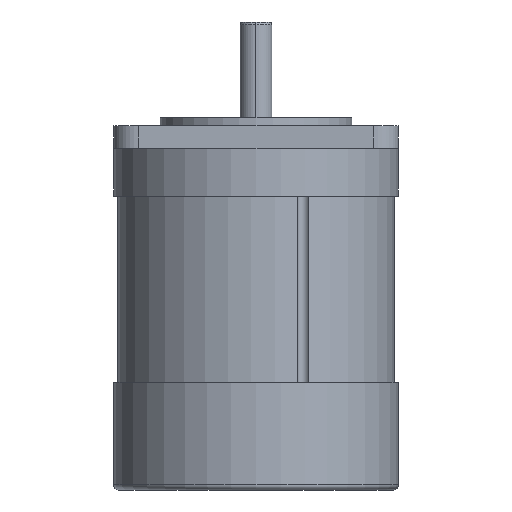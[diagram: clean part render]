
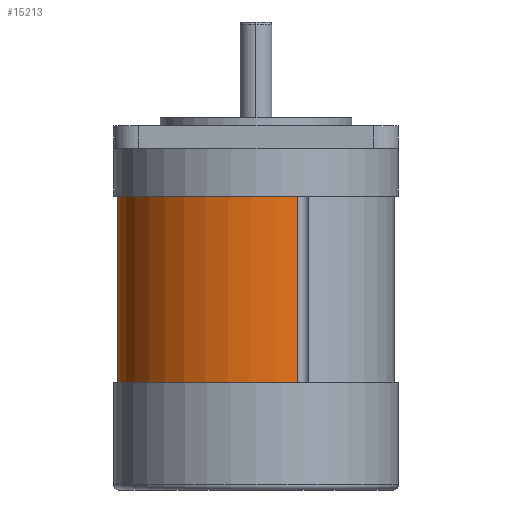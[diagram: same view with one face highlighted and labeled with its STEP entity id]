
A CAD part, front view. The second image highlights one B-rep face of the part: STEP entity #15213.
In plain terms, the highlighted cylindrical face has radius 27.5 mm (diameter 55 mm), a partial arc.
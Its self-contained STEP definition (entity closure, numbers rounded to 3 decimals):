
#1216 = DIRECTION ( 'NONE',  ( -1., 0., 0. ) ) ;
#1218 = DIRECTION ( 'NONE',  ( 0., 0., 1. ) ) ;
#1220 = CARTESIAN_POINT ( 'NONE',  ( 0., 0., -0.5 ) ) ;
#3847 = ORIENTED_EDGE ( 'NONE', *, *, #6754, .F. ) ;
#3848 = ORIENTED_EDGE ( 'NONE', *, *, #6746, .T. ) ;
#3849 = ORIENTED_EDGE ( 'NONE', *, *, #6749, .T. ) ;
#3850 = ORIENTED_EDGE ( 'NONE', *, *, #6745, .T. ) ;
#5109 = EDGE_LOOP ( 'NONE', ( #3847, #3848, #3849, #3850 ) ) ;
#6745 = EDGE_CURVE ( 'NONE', #15674, #15678, #9499, .T. ) ;
#6746 = EDGE_CURVE ( 'NONE', #15682, #15686, #9497, .T. ) ;
#6749 = EDGE_CURVE ( 'NONE', #15686, #15674, #9504, .T. ) ;
#6754 = EDGE_CURVE ( 'NONE', #15682, #15678, #9507, .T. ) ;
#7153 = AXIS2_PLACEMENT_3D ( 'NONE', #13839, #13840, #13841 ) ;
#7154 = AXIS2_PLACEMENT_3D ( 'NONE', #13842, #13843, #13844 ) ;
#7350 = AXIS2_PLACEMENT_3D ( 'NONE', #1220, #1218, #1216 ) ;
#8147 = FACE_OUTER_BOUND ( 'NONE', #5109, .T. ) ;
#8155 = CYLINDRICAL_SURFACE ( 'NONE', #7350, 27.5 ) ;
#8969 = CARTESIAN_POINT ( 'NONE',  ( 8.269, -26.227, 0. ) ) ;
#8973 = CARTESIAN_POINT ( 'NONE',  ( -27.5, 0., 0. ) ) ;
#8977 = CARTESIAN_POINT ( 'NONE',  ( -27.5, 0., -40. ) ) ;
#8981 = CARTESIAN_POINT ( 'NONE',  ( 8.269, -26.227, -40. ) ) ;
#9497 = CIRCLE ( 'NONE', #7154, 27.5 ) ;
#9499 = CIRCLE ( 'NONE', #7153, 27.5 ) ;
#9504 = LINE ( 'NONE', #13838, #9506 ) ;
#9506 = VECTOR ( 'NONE', #13845, 1000. ) ;
#9507 = LINE ( 'NONE', #13863, #9513 ) ;
#9513 = VECTOR ( 'NONE', #13858, 1000. ) ;
#13838 = CARTESIAN_POINT ( 'NONE',  ( 8.269, -26.227, -0.5 ) ) ;
#13839 = CARTESIAN_POINT ( 'NONE',  ( 0., 0., 0. ) ) ;
#13840 = DIRECTION ( 'NONE',  ( 0., 0., -1. ) ) ;
#13841 = DIRECTION ( 'NONE',  ( 1., 0., 0. ) ) ;
#13842 = CARTESIAN_POINT ( 'NONE',  ( 0., 0., -40. ) ) ;
#13843 = DIRECTION ( 'NONE',  ( 0., 0., 1. ) ) ;
#13844 = DIRECTION ( 'NONE',  ( -1., 0., 0. ) ) ;
#13845 = DIRECTION ( 'NONE',  ( 0., 0., 1. ) ) ;
#13858 = DIRECTION ( 'NONE',  ( 0., 0., 1. ) ) ;
#13863 = CARTESIAN_POINT ( 'NONE',  ( -27.5, 0., -0.5 ) ) ;
#15213 = ADVANCED_FACE ( 'NONE', ( #8147 ), #8155, .T. ) ;
#15674 = VERTEX_POINT ( 'NONE', #8969 ) ;
#15678 = VERTEX_POINT ( 'NONE', #8973 ) ;
#15682 = VERTEX_POINT ( 'NONE', #8977 ) ;
#15686 = VERTEX_POINT ( 'NONE', #8981 ) ;
